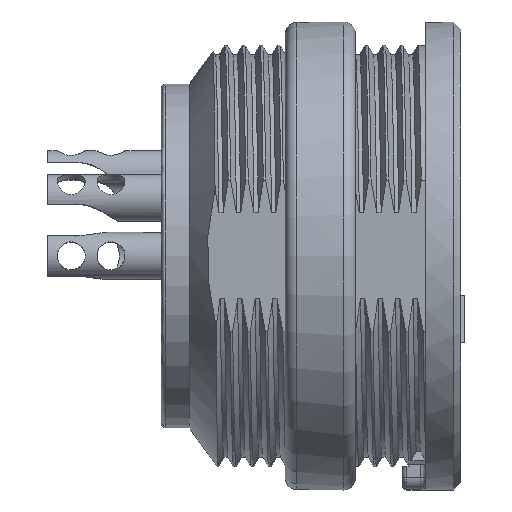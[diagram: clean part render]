
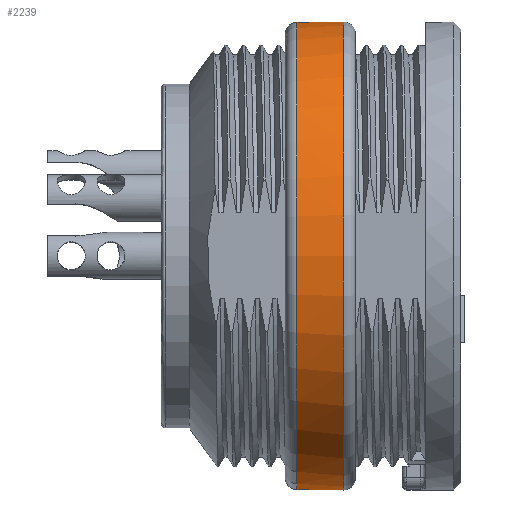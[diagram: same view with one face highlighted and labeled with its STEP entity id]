
A CAD part, top view. The second image highlights one B-rep face of the part: STEP entity #2239.
In plain terms, the highlighted cylindrical face has radius 10 mm (diameter 20 mm), a full revolution.
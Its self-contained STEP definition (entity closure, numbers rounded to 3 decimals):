
#1327=FACE_BOUND('',#3211,.T.);
#1328=FACE_BOUND('',#3212,.T.);
#1578=CYLINDRICAL_SURFACE('',#9378,10.);
#2239=ADVANCED_FACE('',(#1327,#1328),#1578,.T.);
#3211=EDGE_LOOP('',(#4799));
#3212=EDGE_LOOP('',(#4800,#4801,#4802,#4803,#4804,#4805,#4806,#4807));
#3594=CIRCLE('',#9364,10.);
#3598=CIRCLE('',#9374,10.);
#3599=CIRCLE('',#9375,10.);
#3600=CIRCLE('',#9376,10.);
#3601=CIRCLE('',#9377,10.);
#4799=ORIENTED_EDGE('',*,*,#7469,.F.);
#4800=ORIENTED_EDGE('',*,*,#7461,.F.);
#4801=ORIENTED_EDGE('',*,*,#7441,.T.);
#4802=ORIENTED_EDGE('',*,*,#7467,.T.);
#4803=ORIENTED_EDGE('',*,*,#7470,.T.);
#4804=ORIENTED_EDGE('',*,*,#7415,.F.);
#4805=ORIENTED_EDGE('',*,*,#7471,.T.);
#4806=ORIENTED_EDGE('',*,*,#7431,.T.);
#4807=ORIENTED_EDGE('',*,*,#7472,.T.);
#6446=VERTEX_POINT('',#39316);
#6447=VERTEX_POINT('',#39318);
#6459=VERTEX_POINT('',#39474);
#6460=VERTEX_POINT('',#39476);
#6467=VERTEX_POINT('',#39512);
#6468=VERTEX_POINT('',#39514);
#6477=VERTEX_POINT('',#39881);
#6480=VERTEX_POINT('',#39926);
#6481=VERTEX_POINT('',#39931);
#7415=EDGE_CURVE('',#6446,#6447,#8246,.T.);
#7431=EDGE_CURVE('',#6460,#6459,#8251,.T.);
#7441=EDGE_CURVE('',#6468,#6467,#3594,.T.);
#7461=EDGE_CURVE('',#6468,#6477,#8256,.T.);
#7467=EDGE_CURVE('',#6467,#6480,#8260,.T.);
#7469=EDGE_CURVE('',#6481,#6481,#3598,.T.);
#7470=EDGE_CURVE('',#6480,#6447,#3599,.T.);
#7471=EDGE_CURVE('',#6446,#6460,#3600,.T.);
#7472=EDGE_CURVE('',#6459,#6477,#3601,.T.);
#8246=LINE('',#39317,#8803);
#8251=LINE('',#39475,#8808);
#8256=LINE('',#39880,#8813);
#8260=LINE('',#39927,#8817);
#8803=VECTOR('',#10235,1.);
#8808=VECTOR('',#10242,1.);
#8813=VECTOR('',#10271,1.);
#8817=VECTOR('',#10277,1.);
#9364=AXIS2_PLACEMENT_3D('',#39513,#10254,#10255);
#9374=AXIS2_PLACEMENT_3D('',#39930,#10281,#10282);
#9375=AXIS2_PLACEMENT_3D('',#39932,#10283,#10284);
#9376=AXIS2_PLACEMENT_3D('',#39933,#10285,#10286);
#9377=AXIS2_PLACEMENT_3D('',#39934,#10287,#10288);
#9378=AXIS2_PLACEMENT_3D('',#39935,#10289,#10290);
#10235=DIRECTION('',(-1.,0.,0.));
#10242=DIRECTION('',(-1.,0.,0.));
#10254=DIRECTION('',(1.,0.,0.));
#10255=DIRECTION('',(0.,1.,0.));
#10271=DIRECTION('',(-1.,0.,0.));
#10277=DIRECTION('',(-1.,0.,0.));
#10281=DIRECTION('',(1.,0.,0.));
#10282=DIRECTION('',(0.,1.,0.));
#10283=DIRECTION('',(1.,0.,0.));
#10284=DIRECTION('',(0.,1.,0.));
#10285=DIRECTION('',(1.,0.,0.));
#10286=DIRECTION('',(0.,1.,0.));
#10287=DIRECTION('',(1.,0.,0.));
#10288=DIRECTION('',(0.,1.,0.));
#10289=DIRECTION('',(1.,0.,0.));
#10290=DIRECTION('',(0.,1.,0.));
#39316=CARTESIAN_POINT('',(-55.527,-37.796,0.589));
#39317=CARTESIAN_POINT('',(-55.527,-37.796,0.589));
#39318=CARTESIAN_POINT('',(-56.027,-37.796,0.589));
#39474=CARTESIAN_POINT('',(-56.027,-37.796,-0.611));
#39475=CARTESIAN_POINT('',(-55.527,-37.796,-0.611));
#39476=CARTESIAN_POINT('',(-55.527,-37.796,-0.611));
#39512=CARTESIAN_POINT('',(-55.527,-17.832,0.589));
#39513=CARTESIAN_POINT('',(-55.527,-27.814,-0.011));
#39514=CARTESIAN_POINT('',(-55.527,-17.832,-0.611));
#39880=CARTESIAN_POINT('',(-55.527,-17.832,-0.611));
#39881=CARTESIAN_POINT('',(-56.027,-17.832,-0.611));
#39926=CARTESIAN_POINT('',(-56.027,-17.832,0.589));
#39927=CARTESIAN_POINT('',(-53.527,-17.832,0.589));
#39930=CARTESIAN_POINT('',(-54.027,-27.814,-0.011));
#39931=CARTESIAN_POINT('',(-54.027,-17.814,-0.011));
#39932=CARTESIAN_POINT('',(-56.027,-27.814,-0.011));
#39933=CARTESIAN_POINT('',(-55.527,-27.814,-0.011));
#39934=CARTESIAN_POINT('',(-56.027,-27.814,-0.011));
#39935=CARTESIAN_POINT('',(-53.527,-27.814,-0.011));
